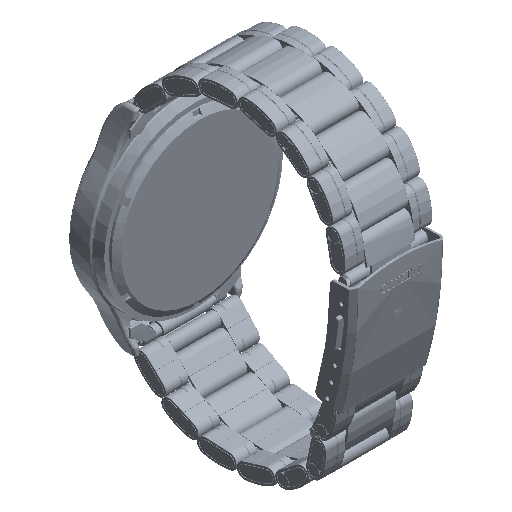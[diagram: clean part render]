
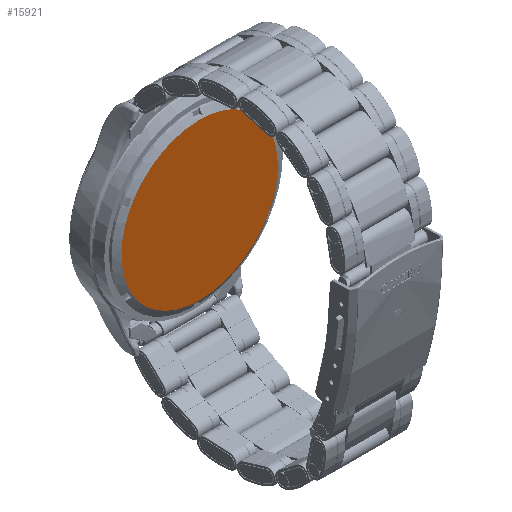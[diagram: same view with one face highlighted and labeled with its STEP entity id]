
A CAD part, isometric view. The second image highlights one B-rep face of the part: STEP entity #15921.
In plain terms, the highlighted free-form (B-spline) face has degree [1, 1] with [2, 2] control points.
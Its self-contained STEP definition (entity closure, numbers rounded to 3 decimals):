
#1173 = EDGE_CURVE('',#1174,#1176,#1178,.T.);
#1174 = VERTEX_POINT('',#1175);
#1175 = CARTESIAN_POINT('',(0.,47.407,
    -19.201));
#1176 = VERTEX_POINT('',#1177);
#1177 = CARTESIAN_POINT('',(0.,47.407,19.201));
#1178 = ( BOUNDED_CURVE() B_SPLINE_CURVE(2,(#1179,#1180,#1181,#1182,
#1183),.UNSPECIFIED.,.F.,.F.) B_SPLINE_CURVE_WITH_KNOTS((3,2,3),(0.,
1.571,3.142),.PIECEWISE_BEZIER_KNOTS.) CURVE() 
GEOMETRIC_REPRESENTATION_ITEM() RATIONAL_B_SPLINE_CURVE((1.,
0.707,1.,0.707,1.)) REPRESENTATION_ITEM('') );
#1179 = CARTESIAN_POINT('',(0.,47.407,-19.201));
#1180 = CARTESIAN_POINT('',(19.201,47.407,
    -19.201));
#1181 = CARTESIAN_POINT('',(19.201,47.407,
    0.));
#1182 = CARTESIAN_POINT('',(19.201,47.407,
    19.201));
#1183 = CARTESIAN_POINT('',(0.,47.407,
    19.201));
#15921 = ADVANCED_FACE('',(#15922),#15933,.T.);
#15922 = FACE_BOUND('',#15923,.T.);
#15923 = EDGE_LOOP('',(#15924,#15932));
#15924 = ORIENTED_EDGE('',*,*,#15925,.T.);
#15925 = EDGE_CURVE('',#1176,#1174,#15926,.T.);
#15926 = ( BOUNDED_CURVE() B_SPLINE_CURVE(2,(#15927,#15928,#15929,#15930
,#15931),.UNSPECIFIED.,.F.,.F.) B_SPLINE_CURVE_WITH_KNOTS((3,2,3),(
    3.142,4.712,6.283),
.PIECEWISE_BEZIER_KNOTS.) CURVE() GEOMETRIC_REPRESENTATION_ITEM() 
RATIONAL_B_SPLINE_CURVE((1.,0.707,1.,0.707,1.)) 
REPRESENTATION_ITEM('') );
#15927 = CARTESIAN_POINT('',(0.,47.407,
    19.201));
#15928 = CARTESIAN_POINT('',(-19.201,47.407,
    19.201));
#15929 = CARTESIAN_POINT('',(-19.201,47.407,
    0.));
#15930 = CARTESIAN_POINT('',(-19.201,47.407,
    -19.201));
#15931 = CARTESIAN_POINT('',(0.,47.407,
    -19.201));
#15932 = ORIENTED_EDGE('',*,*,#1173,.T.);
#15933 = B_SPLINE_SURFACE_WITH_KNOTS('',1,1,(
    (#15934,#15935)
    ,(#15936,#15937
    )),.UNSPECIFIED.,.F.,.F.,.F.,(2,2),(2,2),(-16.201,
    16.201),(-16.201,16.201),
  .PIECEWISE_BEZIER_KNOTS.);
#15934 = CARTESIAN_POINT('',(-19.201,47.407,
    19.201));
#15935 = CARTESIAN_POINT('',(19.201,47.407,
    19.201));
#15936 = CARTESIAN_POINT('',(-19.201,47.407,
    -19.201));
#15937 = CARTESIAN_POINT('',(19.201,47.407,
    -19.201));
